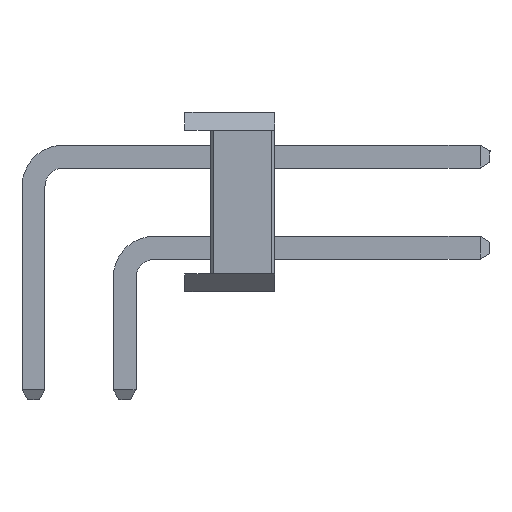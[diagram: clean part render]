
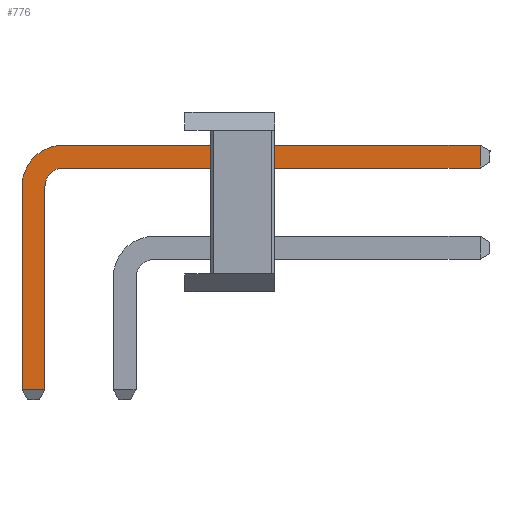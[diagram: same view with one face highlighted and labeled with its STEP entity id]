
A CAD part, left-side view. The second image highlights one B-rep face of the part: STEP entity #776.
In plain terms, the highlighted planar face has unit normal (-1, 0, 0).
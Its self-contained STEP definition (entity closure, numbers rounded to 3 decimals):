
#93 = VECTOR ( 'NONE', #1653, 1000. ) ;
#131 = ORIENTED_EDGE ( 'NONE', *, *, #5204, .F. ) ;
#252 = DIRECTION ( 'NONE',  ( 0., 0., -1. ) ) ;
#297 = EDGE_LOOP ( 'NONE', ( #3123, #3735, #5245, #6461, #2151, #131, #819, #3188 ) ) ;
#312 = PLANE ( 'NONE',  #6016 ) ;
#403 = DIRECTION ( 'NONE',  ( 0., -1., 0. ) ) ;
#556 = CARTESIAN_POINT ( 'NONE',  ( -0.32, 1.708, 3.45 ) ) ;
#591 = EDGE_CURVE ( 'NONE', #5282, #1106, #5267, .T. ) ;
#692 = CARTESIAN_POINT ( 'NONE',  ( -0.32, 1.708, 2.938 ) ) ;
#776 = ADVANCED_FACE ( 'NONE', ( #4597 ), #312, .T. ) ;
#819 = ORIENTED_EDGE ( 'NONE', *, *, #2738, .F. ) ;
#878 = CARTESIAN_POINT ( 'NONE',  ( -0.32, 1.708, 3.45 ) ) ;
#937 = EDGE_CURVE ( 'NONE', #6911, #5164, #3992, .T. ) ;
#1003 = DIRECTION ( 'NONE',  ( 0., 0., 1. ) ) ;
#1076 = DIRECTION ( 'NONE',  ( 0., -1., 0. ) ) ;
#1106 = VERTEX_POINT ( 'NONE', #3318 ) ;
#1202 = VERTEX_POINT ( 'NONE', #5024 ) ;
#1467 = EDGE_CURVE ( 'NONE', #6911, #1754, #2304, .T. ) ;
#1490 = AXIS2_PLACEMENT_3D ( 'NONE', #692, #2330, #5133 ) ;
#1620 = CARTESIAN_POINT ( 'NONE',  ( -0.32, -9.903, 3.45 ) ) ;
#1653 = DIRECTION ( 'NONE',  ( 0., 0., -1. ) ) ;
#1754 = VERTEX_POINT ( 'NONE', #556 ) ;
#1962 = CARTESIAN_POINT ( 'NONE',  ( -0.32, 2.86, 0. ) ) ;
#1973 = CARTESIAN_POINT ( 'NONE',  ( -0.32, 2.22, -2.723 ) ) ;
#2130 = CARTESIAN_POINT ( 'NONE',  ( -0.32, 2.22, 0. ) ) ;
#2151 = ORIENTED_EDGE ( 'NONE', *, *, #937, .T. ) ;
#2304 = LINE ( 'NONE', #878, #4023 ) ;
#2330 = DIRECTION ( 'NONE',  ( 1., 0., 0. ) ) ;
#2526 = VECTOR ( 'NONE', #2635, 1000. ) ;
#2527 = EDGE_CURVE ( 'NONE', #5282, #2747, #3578, .T. ) ;
#2635 = DIRECTION ( 'NONE',  ( 0., -1., 0. ) ) ;
#2678 = CARTESIAN_POINT ( 'NONE',  ( -0.32, -9.903, 4.09 ) ) ;
#2738 = EDGE_CURVE ( 'NONE', #1106, #1202, #6658, .T. ) ;
#2747 = VERTEX_POINT ( 'NONE', #1973 ) ;
#2932 = AXIS2_PLACEMENT_3D ( 'NONE', #5169, #3615, #252 ) ;
#3123 = ORIENTED_EDGE ( 'NONE', *, *, #2527, .T. ) ;
#3188 = ORIENTED_EDGE ( 'NONE', *, *, #591, .F. ) ;
#3205 = CARTESIAN_POINT ( 'NONE',  ( -0.32, 2.86, -2.723 ) ) ;
#3229 = VERTEX_POINT ( 'NONE', #4931 ) ;
#3283 = VECTOR ( 'NONE', #5784, 1000. ) ;
#3318 = CARTESIAN_POINT ( 'NONE',  ( -0.32, 2.86, 2.938 ) ) ;
#3578 = LINE ( 'NONE', #4941, #4694 ) ;
#3615 = DIRECTION ( 'NONE',  ( 1., 0., 0. ) ) ;
#3735 = ORIENTED_EDGE ( 'NONE', *, *, #4769, .F. ) ;
#3992 = LINE ( 'NONE', #5893, #6720 ) ;
#4023 = VECTOR ( 'NONE', #5332, 1000. ) ;
#4294 = CARTESIAN_POINT ( 'NONE',  ( -0.32, 1.708, 4.09 ) ) ;
#4556 = EDGE_CURVE ( 'NONE', #3229, #1754, #5476, .T. ) ;
#4597 = FACE_OUTER_BOUND ( 'NONE', #297, .T. ) ;
#4691 = DIRECTION ( 'NONE',  ( -1., 0., 0. ) ) ;
#4694 = VECTOR ( 'NONE', #1076, 1000. ) ;
#4769 = EDGE_CURVE ( 'NONE', #3229, #2747, #6403, .T. ) ;
#4931 = CARTESIAN_POINT ( 'NONE',  ( -0.32, 2.22, 2.938 ) ) ;
#4941 = CARTESIAN_POINT ( 'NONE',  ( -0.32, 2.22, -2.723 ) ) ;
#5024 = CARTESIAN_POINT ( 'NONE',  ( -0.32, 1.708, 4.09 ) ) ;
#5133 = DIRECTION ( 'NONE',  ( 0., 0., -1. ) ) ;
#5164 = VERTEX_POINT ( 'NONE', #2678 ) ;
#5169 = CARTESIAN_POINT ( 'NONE',  ( -0.32, 1.708, 2.938 ) ) ;
#5204 = EDGE_CURVE ( 'NONE', #1202, #5164, #6905, .T. ) ;
#5245 = ORIENTED_EDGE ( 'NONE', *, *, #4556, .T. ) ;
#5267 = LINE ( 'NONE', #1962, #3283 ) ;
#5282 = VERTEX_POINT ( 'NONE', #3205 ) ;
#5332 = DIRECTION ( 'NONE',  ( 0., 1., 0. ) ) ;
#5476 = CIRCLE ( 'NONE', #1490, 0.512 ) ;
#5784 = DIRECTION ( 'NONE',  ( 0., 0., 1. ) ) ;
#5893 = CARTESIAN_POINT ( 'NONE',  ( -0.32, -9.903, 0. ) ) ;
#6016 = AXIS2_PLACEMENT_3D ( 'NONE', #6384, #4691, #403 ) ;
#6384 = CARTESIAN_POINT ( 'NONE',  ( -0.32, 2.22, 0. ) ) ;
#6403 = LINE ( 'NONE', #2130, #93 ) ;
#6461 = ORIENTED_EDGE ( 'NONE', *, *, #1467, .F. ) ;
#6658 = CIRCLE ( 'NONE', #2932, 1.152 ) ;
#6720 = VECTOR ( 'NONE', #1003, 1000. ) ;
#6905 = LINE ( 'NONE', #4294, #2526 ) ;
#6911 = VERTEX_POINT ( 'NONE', #1620 ) ;
